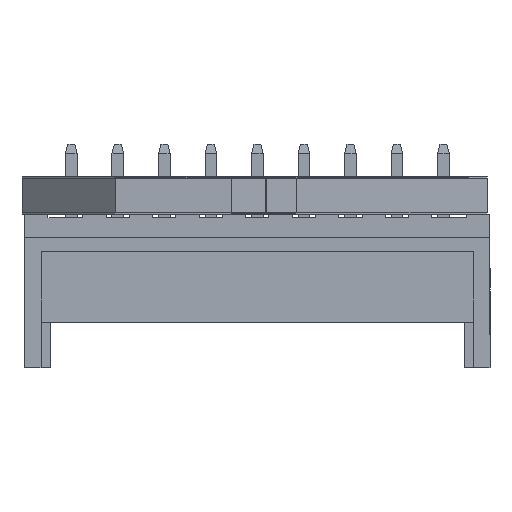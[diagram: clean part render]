
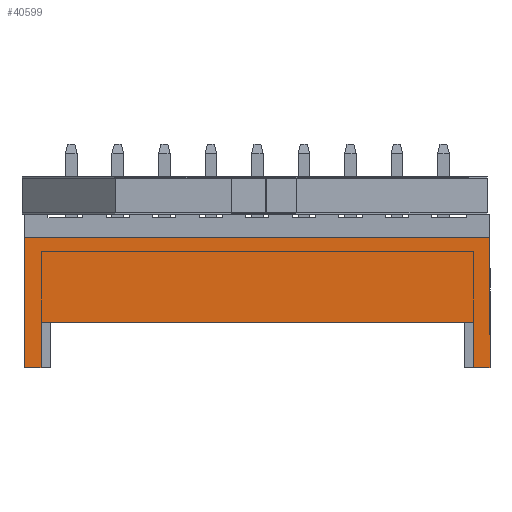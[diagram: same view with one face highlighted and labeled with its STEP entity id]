
A CAD part, front view. The second image highlights one B-rep face of the part: STEP entity #40599.
In plain terms, the highlighted face is planar.
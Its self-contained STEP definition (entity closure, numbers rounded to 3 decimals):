
#2362=PLANE('',#44229);
#4651=FACE_OUTER_BOUND('',#7448,.T.);
#7448=EDGE_LOOP('',(#36562,#36563,#36564,#36565,#36566,#36567,#36568,#36569));
#11660=LINE('',#66102,#16121);
#11661=LINE('',#66104,#16122);
#11662=LINE('',#66106,#16123);
#11663=LINE('',#66108,#16124);
#11664=LINE('',#66110,#16125);
#11665=LINE('',#66112,#16126);
#11666=LINE('',#66114,#16127);
#11667=LINE('',#66115,#16128);
#16121=VECTOR('',#54526,1.);
#16122=VECTOR('',#54527,1.);
#16123=VECTOR('',#54528,1.);
#16124=VECTOR('',#54529,1.);
#16125=VECTOR('',#54530,1.);
#16126=VECTOR('',#54531,1.);
#16127=VECTOR('',#54532,1.);
#16128=VECTOR('',#54533,1.);
#21174=VERTEX_POINT('',#66100);
#21175=VERTEX_POINT('',#66101);
#21176=VERTEX_POINT('',#66103);
#21177=VERTEX_POINT('',#66105);
#21178=VERTEX_POINT('',#66107);
#21179=VERTEX_POINT('',#66109);
#21180=VERTEX_POINT('',#66111);
#21181=VERTEX_POINT('',#66113);
#26400=EDGE_CURVE('',#21174,#21175,#11660,.T.);
#26401=EDGE_CURVE('',#21175,#21176,#11661,.T.);
#26402=EDGE_CURVE('',#21177,#21176,#11662,.T.);
#26403=EDGE_CURVE('',#21178,#21177,#11663,.T.);
#26404=EDGE_CURVE('',#21178,#21179,#11664,.T.);
#26405=EDGE_CURVE('',#21179,#21180,#11665,.T.);
#26406=EDGE_CURVE('',#21180,#21181,#11666,.T.);
#26407=EDGE_CURVE('',#21174,#21181,#11667,.T.);
#36562=ORIENTED_EDGE('',*,*,#26400,.T.);
#36563=ORIENTED_EDGE('',*,*,#26401,.T.);
#36564=ORIENTED_EDGE('',*,*,#26402,.F.);
#36565=ORIENTED_EDGE('',*,*,#26403,.F.);
#36566=ORIENTED_EDGE('',*,*,#26404,.T.);
#36567=ORIENTED_EDGE('',*,*,#26405,.T.);
#36568=ORIENTED_EDGE('',*,*,#26406,.T.);
#36569=ORIENTED_EDGE('',*,*,#26407,.F.);
#40599=ADVANCED_FACE('',(#4651),#2362,.T.);
#44229=AXIS2_PLACEMENT_3D('',#66099,#54524,#54525);
#54524=DIRECTION('center_axis',(0.,1.,0.));
#54525=DIRECTION('ref_axis',(-1.,0.,0.));
#54526=DIRECTION('',(1.,0.,0.));
#54527=DIRECTION('',(0.,0.,-1.));
#54528=DIRECTION('',(1.,0.,0.));
#54529=DIRECTION('',(0.,0.,-1.));
#54530=DIRECTION('',(-1.,0.,0.));
#54531=DIRECTION('',(0.,0.,-1.));
#54532=DIRECTION('',(-1.,0.,0.));
#54533=DIRECTION('',(0.,0.,-1.));
#66099=CARTESIAN_POINT('Origin',(24.335,2.655,2.529));
#66100=CARTESIAN_POINT('',(5.778,2.655,5.6));
#66101=CARTESIAN_POINT('',(25.778,2.655,5.6));
#66102=CARTESIAN_POINT('',(9.556,2.655,5.6));
#66103=CARTESIAN_POINT('',(25.778,2.655,0.));
#66104=CARTESIAN_POINT('',(25.778,2.655,0.));
#66105=CARTESIAN_POINT('',(25.078,2.655,0.));
#66106=CARTESIAN_POINT('',(22.,2.655,0.));
#66107=CARTESIAN_POINT('',(25.078,2.655,1.95));
#66108=CARTESIAN_POINT('',(25.078,2.655,0.));
#66109=CARTESIAN_POINT('',(6.478,2.655,1.95));
#66110=CARTESIAN_POINT('',(14.778,2.655,1.95));
#66111=CARTESIAN_POINT('',(6.478,2.655,0.));
#66112=CARTESIAN_POINT('',(6.478,2.655,0.));
#66113=CARTESIAN_POINT('',(5.778,2.655,0.));
#66114=CARTESIAN_POINT('',(9.556,2.655,0.));
#66115=CARTESIAN_POINT('',(5.778,2.655,0.));
